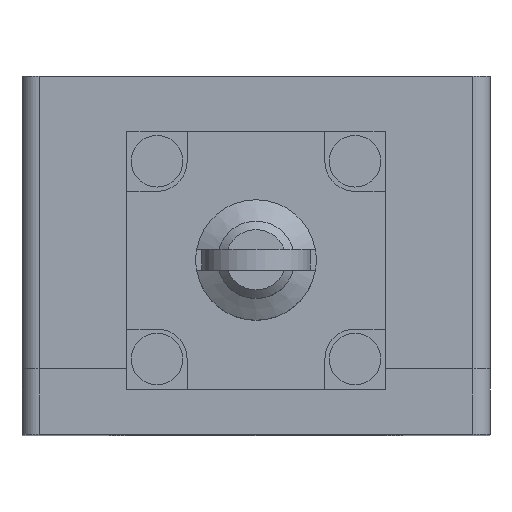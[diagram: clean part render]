
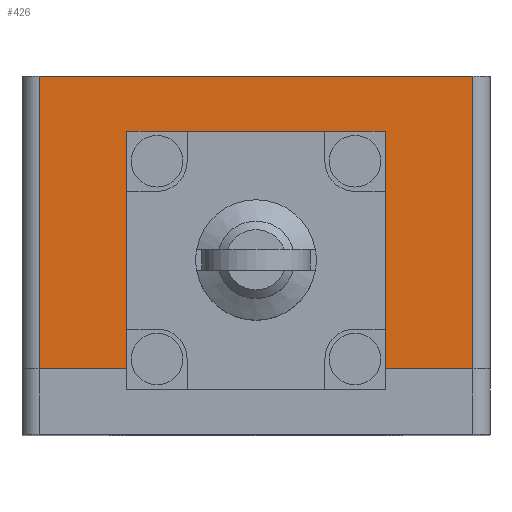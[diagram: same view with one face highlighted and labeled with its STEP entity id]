
A CAD part, top view. The second image highlights one B-rep face of the part: STEP entity #426.
In plain terms, the highlighted planar face has unit normal (0, 0, 1).
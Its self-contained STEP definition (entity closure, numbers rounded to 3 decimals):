
#426=ADVANCED_FACE('FACE116',(#919),#920,.T.);
#919=FACE_OUTER_BOUND('',#1463,.T.);
#920=PLANE('',#1464);
#1463=EDGE_LOOP('',(#2648,#2649,#2650,#2651,#2652,#2653,#2654,#2655));
#1464=AXIS2_PLACEMENT_3D('',#2656,#2657,#2658);
#2648=ORIENTED_EDGE('',*,*,#3605,.T.);
#2649=ORIENTED_EDGE('',*,*,#3606,.T.);
#2650=ORIENTED_EDGE('',*,*,#3607,.T.);
#2651=ORIENTED_EDGE('',*,*,#3571,.T.);
#2652=ORIENTED_EDGE('',*,*,#3569,.F.);
#2653=ORIENTED_EDGE('',*,*,#3565,.T.);
#2654=ORIENTED_EDGE('',*,*,#3562,.T.);
#2655=ORIENTED_EDGE('',*,*,#3573,.T.);
#2656=CARTESIAN_POINT('',(-32.004,25.654,119.634));
#2657=DIRECTION('',(0.0,0.0,1.0));
#2658=DIRECTION('',(1.0,0.0,0.0));
#3562=EDGE_CURVE('EDGE258',#4341,#4339,#4342,.T.);
#3565=EDGE_CURVE('EDGE260',#4345,#4341,#4346,.T.);
#3569=EDGE_CURVE('EDGE263',#4345,#4349,#4351,.T.);
#3571=EDGE_CURVE('EDGE264',#4353,#4349,#4354,.T.);
#3573=EDGE_CURVE('EDGE266',#4339,#4355,#4357,.T.);
#3605=EDGE_CURVE('EDGE288',#4355,#4401,#4402,.T.);
#3606=EDGE_CURVE('EDGE289',#4401,#4403,#4404,.T.);
#3607=EDGE_CURVE('EDGE290',#4403,#4353,#4405,.T.);
#4339=VERTEX_POINT('VERTEX167',#5411);
#4341=VERTEX_POINT('VERTEX168',#5413);
#4342=LINE('',#5414,#5415);
#4345=VERTEX_POINT('VERTEX169',#5418);
#4346=LINE('',#5419,#5420);
#4349=VERTEX_POINT('VERTEX170',#5423);
#4351=LINE('',#5425,#5426);
#4353=VERTEX_POINT('VERTEX171',#5428);
#4354=LINE('',#5429,#5430);
#4355=VERTEX_POINT('VERTEX172',#5431);
#4357=LINE('',#5434,#5435);
#4401=VERTEX_POINT('VERTEX185',#5490);
#4402=LINE('',#5491,#5492);
#4403=VERTEX_POINT('VERTEX186',#5493);
#4404=LINE('',#5494,#5495);
#4405=LINE('',#5496,#5497);
#5411=CARTESIAN_POINT('',(-32.004,-17.501,119.634));
#5413=CARTESIAN_POINT('',(-32.004,25.654,119.634));
#5414=CARTESIAN_POINT('',(-32.004,25.654,119.634));
#5415=VECTOR('',#6433,25.4);
#5418=CARTESIAN_POINT('',(32.004,25.654,119.634));
#5419=CARTESIAN_POINT('',(32.004,25.654,119.634));
#5420=VECTOR('',#6437,25.4);
#5423=CARTESIAN_POINT('',(32.004,-17.501,119.634));
#5425=CARTESIAN_POINT('',(32.004,25.654,119.634));
#5426=VECTOR('',#6444,25.4);
#5428=CARTESIAN_POINT('',(19.025,-17.501,119.634));
#5429=CARTESIAN_POINT('',(32.004,-17.501,119.634));
#5430=VECTOR('',#6445,25.4);
#5431=CARTESIAN_POINT('',(-19.025,-17.501,119.634));
#5434=CARTESIAN_POINT('',(32.004,-17.501,119.634));
#5435=VECTOR('',#6447,25.4);
#5490=CARTESIAN_POINT('',(-19.025,17.501,119.634));
#5491=CARTESIAN_POINT('',(-19.025,12.065,119.634));
#5492=VECTOR('',#6489,25.4);
#5493=CARTESIAN_POINT('',(19.025,17.501,119.634));
#5494=CARTESIAN_POINT('',(-16.002,17.501,119.634));
#5495=VECTOR('',#6490,25.4);
#5496=CARTESIAN_POINT('',(19.025,12.065,119.634));
#5497=VECTOR('',#6491,25.4);
#6433=DIRECTION('',(0.0,-1.0,0.0));
#6437=DIRECTION('',(-1.0,0.0,0.0));
#6444=DIRECTION('',(0.0,-1.0,0.0));
#6445=DIRECTION('',(1.0,0.0,0.0));
#6447=DIRECTION('',(1.0,0.0,0.0));
#6489=DIRECTION('',(0.0,1.0,0.0));
#6490=DIRECTION('',(1.0,0.0,0.0));
#6491=DIRECTION('',(0.0,-1.0,0.0));
